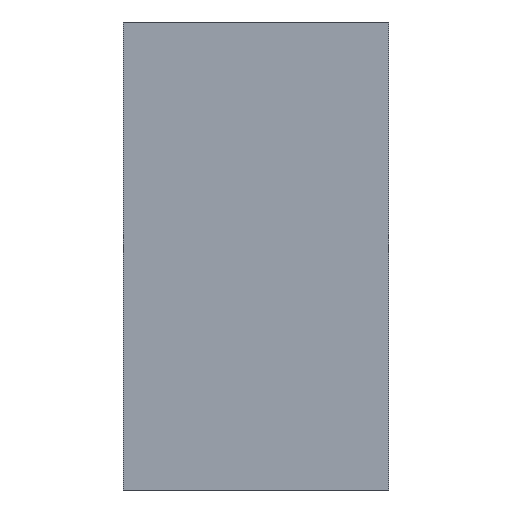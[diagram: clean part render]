
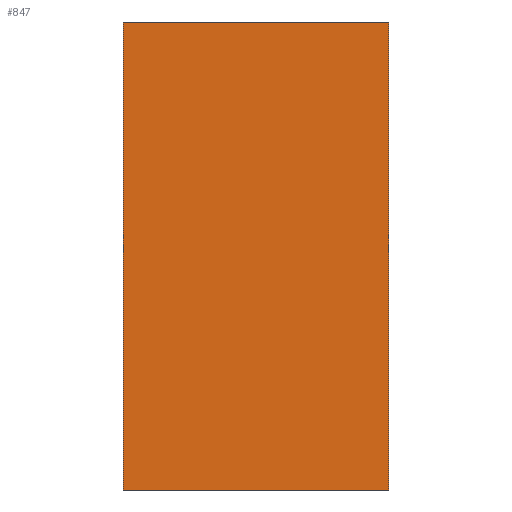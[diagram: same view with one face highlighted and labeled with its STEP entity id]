
A CAD part, left-side view. The second image highlights one B-rep face of the part: STEP entity #847.
In plain terms, the highlighted planar face has unit normal (-1, 0, 0).
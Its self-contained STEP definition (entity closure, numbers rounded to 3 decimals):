
#43 = CARTESIAN_POINT ( 'NONE',  ( -0.815, 0., 0.405 ) ) ;
#46 = DIRECTION ( 'NONE',  ( 0., 0., -1. ) ) ;
#73 = VERTEX_POINT ( 'NONE', #909 ) ;
#144 = DIRECTION ( 'NONE',  ( 0., -1., 0. ) ) ;
#179 = VECTOR ( 'NONE', #463, 1000. ) ;
#210 = VERTEX_POINT ( 'NONE', #516 ) ;
#213 = CARTESIAN_POINT ( 'NONE',  ( -0.815, 0., 0.405 ) ) ;
#218 = EDGE_CURVE ( 'NONE', #269, #73, #694, .T. ) ;
#221 = ORIENTED_EDGE ( 'NONE', *, *, #218, .F. ) ;
#227 = LINE ( 'NONE', #453, #179 ) ;
#260 = ORIENTED_EDGE ( 'NONE', *, *, #443, .T. ) ;
#269 = VERTEX_POINT ( 'NONE', #213 ) ;
#275 = DIRECTION ( 'NONE',  ( 0., -1., 0. ) ) ;
#289 = AXIS2_PLACEMENT_3D ( 'NONE', #43, #492, #46 ) ;
#334 = EDGE_CURVE ( 'NONE', #723, #73, #677, .T. ) ;
#427 = DIRECTION ( 'NONE',  ( 0., 0., -1. ) ) ;
#443 = EDGE_CURVE ( 'NONE', #210, #723, #227, .T. ) ;
#453 = CARTESIAN_POINT ( 'NONE',  ( -0.815, 0.46, 0.405 ) ) ;
#462 = VECTOR ( 'NONE', #144, 1000. ) ;
#463 = DIRECTION ( 'NONE',  ( 0., 0., -1. ) ) ;
#492 = DIRECTION ( 'NONE',  ( 1., 0., 0. ) ) ;
#512 = CARTESIAN_POINT ( 'NONE',  ( -0.815, 0., 0.405 ) ) ;
#515 = LINE ( 'NONE', #703, #642 ) ;
#516 = CARTESIAN_POINT ( 'NONE',  ( -0.815, 0.46, 0.405 ) ) ;
#517 = ORIENTED_EDGE ( 'NONE', *, *, #831, .F. ) ;
#552 = EDGE_LOOP ( 'NONE', ( #921, #221, #517, #260 ) ) ;
#578 = VECTOR ( 'NONE', #427, 1000. ) ;
#583 = CARTESIAN_POINT ( 'NONE',  ( -0.815, 0.46, -0.405 ) ) ;
#642 = VECTOR ( 'NONE', #275, 1000. ) ;
#665 = FACE_OUTER_BOUND ( 'NONE', #552, .T. ) ;
#677 = LINE ( 'NONE', #819, #462 ) ;
#694 = LINE ( 'NONE', #512, #578 ) ;
#703 = CARTESIAN_POINT ( 'NONE',  ( -0.815, 0., 0.405 ) ) ;
#723 = VERTEX_POINT ( 'NONE', #583 ) ;
#790 = PLANE ( 'NONE',  #289 ) ;
#819 = CARTESIAN_POINT ( 'NONE',  ( -0.815, 0., -0.405 ) ) ;
#831 = EDGE_CURVE ( 'NONE', #210, #269, #515, .T. ) ;
#847 = ADVANCED_FACE ( 'NONE', ( #665 ), #790, .F. ) ;
#909 = CARTESIAN_POINT ( 'NONE',  ( -0.815, 0., -0.405 ) ) ;
#921 = ORIENTED_EDGE ( 'NONE', *, *, #334, .T. ) ;
